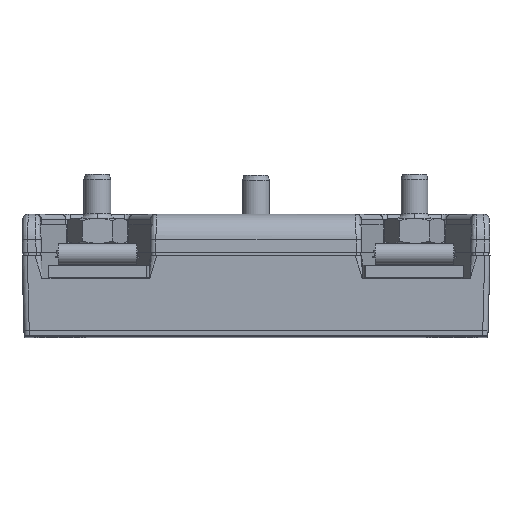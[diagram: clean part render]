
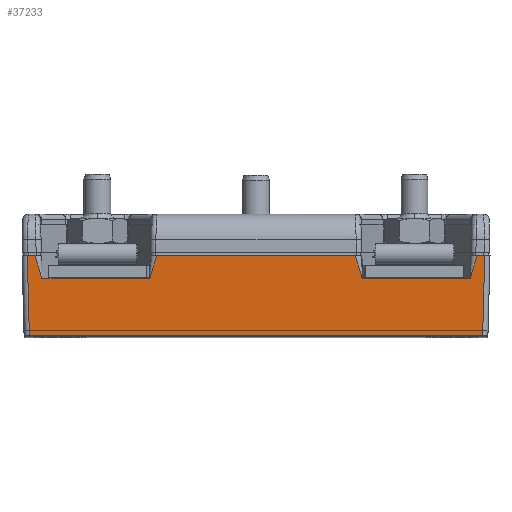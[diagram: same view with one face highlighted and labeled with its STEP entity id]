
A CAD part, top view. The second image highlights one B-rep face of the part: STEP entity #37233.
In plain terms, the highlighted planar face has unit normal (0, -0.026, 1).
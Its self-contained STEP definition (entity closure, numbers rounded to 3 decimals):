
#148 = CARTESIAN_POINT ( 'NONE',  ( 8.065, -0.999, 21.456 ) ) ;
#2440 = CARTESIAN_POINT ( 'NONE',  ( 8.065, -0.999, 21.456 ) ) ;
#2604 = LINE ( 'NONE', #37843, #4971 ) ;
#4971 = VECTOR ( 'NONE', #59829, 1000. ) ;
#5523 = VERTEX_POINT ( 'NONE', #58734 ) ;
#6393 = ORIENTED_EDGE ( 'NONE', *, *, #7802, .T. ) ;
#6790 = DIRECTION ( 'NONE',  ( -0.292, -0.956, -0.025 ) ) ;
#7061 = EDGE_CURVE ( 'NONE', #5523, #93133, #70960, .T. ) ;
#7802 = EDGE_CURVE ( 'NONE', #73534, #56404, #70684, .T. ) ;
#10910 = LINE ( 'NONE', #51795, #66208 ) ;
#11531 = EDGE_CURVE ( 'NONE', #24695, #47220, #18213, .T. ) ;
#12280 = CARTESIAN_POINT ( 'NONE',  ( -17.352, 0.738, 21.502 ) ) ;
#13453 = ORIENTED_EDGE ( 'NONE', *, *, #11531, .T. ) ;
#13610 = DIRECTION ( 'NONE',  ( -1., 0., 0. ) ) ;
#14707 = ORIENTED_EDGE ( 'NONE', *, *, #17123, .T. ) ;
#16062 = CARTESIAN_POINT ( 'NONE',  ( -17.56, 0.738, 21.502 ) ) ;
#17123 = EDGE_CURVE ( 'NONE', #69908, #27479, #48289, .T. ) ;
#17429 = EDGE_CURVE ( 'NONE', #27479, #68985, #76318, .T. ) ;
#17614 = CARTESIAN_POINT ( 'NONE',  ( 0., -0.999, 21.456 ) ) ;
#18213 = LINE ( 'NONE', #65480, #54594 ) ;
#22086 = ORIENTED_EDGE ( 'NONE', *, *, #85634, .T. ) ;
#23520 = VECTOR ( 'NONE', #32695, 1000. ) ;
#23730 = VECTOR ( 'NONE', #74841, 1000. ) ;
#24647 = DIRECTION ( 'NONE',  ( -1., 0., 0. ) ) ;
#24695 = VERTEX_POINT ( 'NONE', #45836 ) ;
#26722 = LINE ( 'NONE', #53280, #31433 ) ;
#27479 = VERTEX_POINT ( 'NONE', #68460 ) ;
#30905 = CARTESIAN_POINT ( 'NONE',  ( -17.193, -5.316, 21.343 ) ) ;
#31433 = VECTOR ( 'NONE', #91888, 1000. ) ;
#31909 = CARTESIAN_POINT ( 'NONE',  ( 0., 0.738, 21.502 ) ) ;
#32695 = DIRECTION ( 'NONE',  ( -1., 0., 0. ) ) ;
#33019 = ORIENTED_EDGE ( 'NONE', *, *, #68559, .F. ) ;
#33156 = CARTESIAN_POINT ( 'NONE',  ( 16.77, 0.738, 21.502 ) ) ;
#33660 = ORIENTED_EDGE ( 'NONE', *, *, #80917, .T. ) ;
#34995 = CARTESIAN_POINT ( 'NONE',  ( 0., 0.738, 21.502 ) ) ;
#36087 = EDGE_CURVE ( 'NONE', #47220, #69908, #68268, .T. ) ;
#36305 = CARTESIAN_POINT ( 'NONE',  ( -17.352, 0.738, 21.502 ) ) ;
#37233 = ADVANCED_FACE ( 'NONE', ( #38203 ), #76579, .T. ) ;
#37843 = CARTESIAN_POINT ( 'NONE',  ( 0., -5.316, 21.343 ) ) ;
#37875 = VERTEX_POINT ( 'NONE', #30905 ) ;
#38203 = FACE_OUTER_BOUND ( 'NONE', #64546, .T. ) ;
#42749 = EDGE_CURVE ( 'NONE', #56942, #24695, #81244, .T. ) ;
#43587 = ORIENTED_EDGE ( 'NONE', *, *, #57607, .T. ) ;
#45497 = CARTESIAN_POINT ( 'NONE',  ( 17.352, 0.738, 21.502 ) ) ;
#45836 = CARTESIAN_POINT ( 'NONE',  ( -7.534, 0.738, 21.502 ) ) ;
#45890 = VECTOR ( 'NONE', #63561, 1000. ) ;
#46981 = DIRECTION ( 'NONE',  ( 0., -0.026, 1. ) ) ;
#47220 = VERTEX_POINT ( 'NONE', #61878 ) ;
#48289 = LINE ( 'NONE', #94902, #45890 ) ;
#51795 = CARTESIAN_POINT ( 'NONE',  ( 16.77, 0.738, 21.502 ) ) ;
#51971 = AXIS2_PLACEMENT_3D ( 'NONE', #16062, #46981, #76897 ) ;
#53280 = CARTESIAN_POINT ( 'NONE',  ( 17.019, 0.738, 21.502 ) ) ;
#53753 = ORIENTED_EDGE ( 'NONE', *, *, #36087, .T. ) ;
#54508 = CARTESIAN_POINT ( 'NONE',  ( 16.239, -0.999, 21.456 ) ) ;
#54594 = VECTOR ( 'NONE', #79984, 1000. ) ;
#55575 = DIRECTION ( 'NONE',  ( 0.026, 0.999, 0.026 ) ) ;
#56226 = VECTOR ( 'NONE', #77000, 1000. ) ;
#56404 = VERTEX_POINT ( 'NONE', #2440 ) ;
#56942 = VERTEX_POINT ( 'NONE', #76999 ) ;
#57607 = EDGE_CURVE ( 'NONE', #68985, #37875, #96616, .T. ) ;
#58734 = CARTESIAN_POINT ( 'NONE',  ( 17.193, -5.316, 21.343 ) ) ;
#59829 = DIRECTION ( 'NONE',  ( 1., 0., 0. ) ) ;
#61226 = ORIENTED_EDGE ( 'NONE', *, *, #7061, .T. ) ;
#61878 = CARTESIAN_POINT ( 'NONE',  ( -8.065, -0.999, 21.456 ) ) ;
#63482 = CARTESIAN_POINT ( 'NONE',  ( 17.193, -5.316, 21.343 ) ) ;
#63561 = DIRECTION ( 'NONE',  ( -0.292, 0.956, 0.025 ) ) ;
#64546 = EDGE_LOOP ( 'NONE', ( #14707, #95609, #43587, #33660, #61226, #33019, #22086, #6393, #64636, #81831, #13453, #53753 ) ) ;
#64636 = ORIENTED_EDGE ( 'NONE', *, *, #97032, .T. ) ;
#65480 = CARTESIAN_POINT ( 'NONE',  ( -7.534, 0.738, 21.502 ) ) ;
#66208 = VECTOR ( 'NONE', #6790, 1000. ) ;
#68268 = LINE ( 'NONE', #17614, #23520 ) ;
#68460 = CARTESIAN_POINT ( 'NONE',  ( -16.77, 0.738, 21.502 ) ) ;
#68559 = EDGE_CURVE ( 'NONE', #83394, #93133, #26722, .T. ) ;
#68985 = VERTEX_POINT ( 'NONE', #12280 ) ;
#69908 = VERTEX_POINT ( 'NONE', #73658 ) ;
#70684 = LINE ( 'NONE', #76990, #90787 ) ;
#70960 = LINE ( 'NONE', #63482, #81519 ) ;
#73534 = VERTEX_POINT ( 'NONE', #54508 ) ;
#73658 = CARTESIAN_POINT ( 'NONE',  ( -16.239, -0.999, 21.456 ) ) ;
#74841 = DIRECTION ( 'NONE',  ( -0.292, 0.956, 0.025 ) ) ;
#76318 = LINE ( 'NONE', #31909, #56226 ) ;
#76579 = PLANE ( 'NONE',  #51971 ) ;
#76897 = DIRECTION ( 'NONE',  ( 0., -1., -0.026 ) ) ;
#76990 = CARTESIAN_POINT ( 'NONE',  ( 0., -0.999, 21.456 ) ) ;
#76999 = CARTESIAN_POINT ( 'NONE',  ( 7.534, 0.738, 21.502 ) ) ;
#77000 = DIRECTION ( 'NONE',  ( -1., 0., 0. ) ) ;
#79984 = DIRECTION ( 'NONE',  ( -0.292, -0.956, -0.025 ) ) ;
#80917 = EDGE_CURVE ( 'NONE', #37875, #5523, #2604, .T. ) ;
#81244 = LINE ( 'NONE', #34995, #82379 ) ;
#81519 = VECTOR ( 'NONE', #55575, 1000. ) ;
#81831 = ORIENTED_EDGE ( 'NONE', *, *, #42749, .T. ) ;
#82379 = VECTOR ( 'NONE', #13610, 1000. ) ;
#83394 = VERTEX_POINT ( 'NONE', #33156 ) ;
#85634 = EDGE_CURVE ( 'NONE', #83394, #73534, #10910, .T. ) ;
#89049 = DIRECTION ( 'NONE',  ( 0.026, -0.999, -0.026 ) ) ;
#89528 = VECTOR ( 'NONE', #89049, 1000. ) ;
#90787 = VECTOR ( 'NONE', #24647, 1000. ) ;
#91888 = DIRECTION ( 'NONE',  ( 1., 0., 0. ) ) ;
#93133 = VERTEX_POINT ( 'NONE', #45497 ) ;
#94464 = LINE ( 'NONE', #148, #23730 ) ;
#94902 = CARTESIAN_POINT ( 'NONE',  ( -16.239, -0.999, 21.456 ) ) ;
#95609 = ORIENTED_EDGE ( 'NONE', *, *, #17429, .T. ) ;
#96616 = LINE ( 'NONE', #36305, #89528 ) ;
#97032 = EDGE_CURVE ( 'NONE', #56404, #56942, #94464, .T. ) ;
